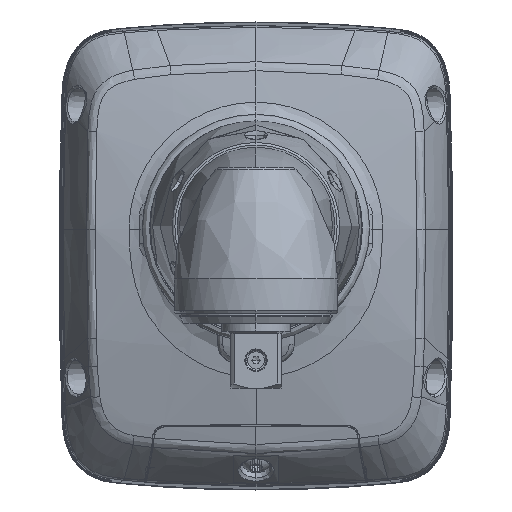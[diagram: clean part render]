
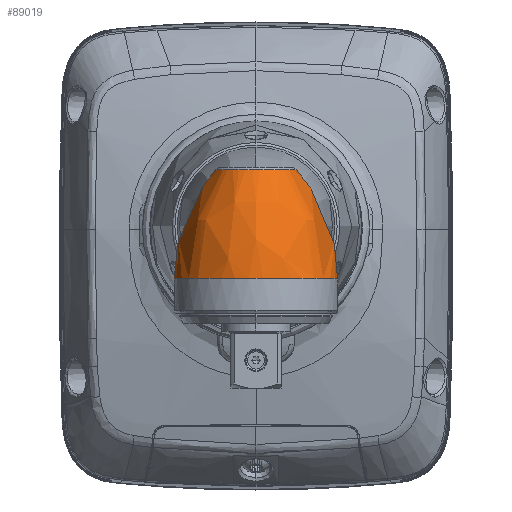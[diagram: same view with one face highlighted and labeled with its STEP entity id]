
A CAD part, top view. The second image highlights one B-rep face of the part: STEP entity #89019.
In plain terms, the highlighted free-form (B-spline) face has degree [3, 3] with [7, 4] control points.
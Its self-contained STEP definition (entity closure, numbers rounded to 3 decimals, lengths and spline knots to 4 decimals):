
#2674=CARTESIAN_POINT('',(0.,-0.3937,9.5669));
#2675=DIRECTION('',(0.,1.,0.));
#2676=DIRECTION('',(-0.424,0.,-0.906));
#2677=AXIS2_PLACEMENT_3D('',#2674,#2675,#2676);
#3560=CARTESIAN_POINT('',(0.2485,0.4135,
9.3975));
#3561=CARTESIAN_POINT('',(0.2619,0.4025,
9.3996));
#3562=CARTESIAN_POINT('',(0.2883,0.3784,
9.4028));
#3563=CARTESIAN_POINT('',(0.3254,0.3369,
9.4021));
#3564=CARTESIAN_POINT('',(0.363,0.2844,
9.3927));
#3565=CARTESIAN_POINT('',(0.3974,0.2222,
9.3726));
#3566=CARTESIAN_POINT('',(0.4266,0.1501,
9.3422));
#3567=CARTESIAN_POINT('',(0.448,0.0674,
9.3021));
#3568=CARTESIAN_POINT('',(0.4542,0.0043,
9.2684));
#3569=CARTESIAN_POINT('',(0.4541,-0.0291,
9.2498));
#3571=CARTESIAN_POINT('',(0.4541,-0.0291,
9.2498));
#3572=CARTESIAN_POINT('',(0.454,-0.0596,
9.2328));
#3573=CARTESIAN_POINT('',(0.448,-0.1192,
9.1976));
#3574=CARTESIAN_POINT('',(0.421,-0.2055,
9.1429));
#3575=CARTESIAN_POINT('',(0.3783,-0.2814,
9.0923));
#3576=CARTESIAN_POINT('',(0.3234,-0.3453,
9.0484));
#3577=CARTESIAN_POINT('',(0.2809,-0.379,
9.0246));
#3578=CARTESIAN_POINT('',(0.2586,-0.3937,
9.0142));
#3580=CARTESIAN_POINT('',(-0.2586,-0.3937,
9.0142));
#3581=CARTESIAN_POINT('',(-0.2809,-0.379,
9.0246));
#3582=CARTESIAN_POINT('',(-0.3234,-0.3453,
9.0484));
#3583=CARTESIAN_POINT('',(-0.3783,-0.2814,
9.0923));
#3584=CARTESIAN_POINT('',(-0.421,-0.2055,
9.1429));
#3585=CARTESIAN_POINT('',(-0.448,-0.1192,
9.1977));
#3586=CARTESIAN_POINT('',(-0.454,-0.0596,
9.2328));
#3587=CARTESIAN_POINT('',(-0.4541,-0.0291,
9.2498));
#3589=CARTESIAN_POINT('',(-0.4541,-0.0291,
9.2498));
#3590=CARTESIAN_POINT('',(-0.4542,0.0042,
9.2683));
#3591=CARTESIAN_POINT('',(-0.448,0.0672,
9.302));
#3592=CARTESIAN_POINT('',(-0.4267,0.1498,
9.3421));
#3593=CARTESIAN_POINT('',(-0.3975,0.222,
9.3725));
#3594=CARTESIAN_POINT('',(-0.3631,0.2842,
9.3926));
#3595=CARTESIAN_POINT('',(-0.3254,0.3369,
9.4021));
#3596=CARTESIAN_POINT('',(-0.2882,0.3786,
9.4028));
#3597=CARTESIAN_POINT('',(-0.2618,0.4026,
9.3996));
#3598=CARTESIAN_POINT('',(-0.2485,0.4135,
9.3975));
#3600=CARTESIAN_POINT('',(0.,0.4135,9.5669));
#3601=DIRECTION('',(0.,-1.,0.));
#3602=DIRECTION('',(0.826,0.,-0.563));
#3603=AXIS2_PLACEMENT_3D('',#3600,#3601,#3602);
#79519=CARTESIAN_POINT('',(0.2485,0.4135,
9.3975));
#79520=CARTESIAN_POINT('',(-0.2485,0.4135,
9.3975));
#79521=VERTEX_POINT('',#79519);
#79522=VERTEX_POINT('',#79520);
#79531=VERTEX_POINT('',#3580);
#79532=VERTEX_POINT('',#3587);
#79535=VERTEX_POINT('',#3571);
#79536=VERTEX_POINT('',#3578);
#88977=CARTESIAN_POINT('',(-0.1973,-0.4114,
8.9896));
#88978=CARTESIAN_POINT('',(-0.1988,-0.0973,
8.9853));
#88979=CARTESIAN_POINT('',(-0.1625,0.196,
9.0917));
#88980=CARTESIAN_POINT('',(-0.0934,0.4266,
9.2936));
#88981=CARTESIAN_POINT('',(-1.0551,-0.4114,
9.2828));
#88982=CARTESIAN_POINT('',(-1.0631,-0.0973,
9.2807));
#88983=CARTESIAN_POINT('',(-0.8686,0.196,
9.333));
#88984=CARTESIAN_POINT('',(-0.4996,0.4266,
9.4324));
#88985=CARTESIAN_POINT('',(-0.9065,-0.4114,
10.177));
#88986=CARTESIAN_POINT('',(-0.9133,-0.0973,
10.1816));
#88987=CARTESIAN_POINT('',(-0.7463,0.196,
10.0692));
#88988=CARTESIAN_POINT('',(-0.4292,0.4266,
9.8558));
#88989=CARTESIAN_POINT('',(0.,-0.4114,
10.177));
#88990=CARTESIAN_POINT('',(0.,-0.0973,
10.1816));
#88991=CARTESIAN_POINT('',(0.,0.196,
10.0692));
#88992=CARTESIAN_POINT('',(0.,0.4266,
9.8558));
#88993=CARTESIAN_POINT('',(0.9065,-0.4114,
10.177));
#88994=CARTESIAN_POINT('',(0.9133,-0.0973,
10.1816));
#88995=CARTESIAN_POINT('',(0.7463,0.196,
10.0692));
#88996=CARTESIAN_POINT('',(0.4292,0.4266,
9.8558));
#88997=CARTESIAN_POINT('',(1.0551,-0.4114,
9.2828));
#88998=CARTESIAN_POINT('',(1.0631,-0.0973,
9.2807));
#88999=CARTESIAN_POINT('',(0.8686,0.196,
9.333));
#89000=CARTESIAN_POINT('',(0.4996,0.4266,
9.4324));
#89001=CARTESIAN_POINT('',(0.1973,-0.4114,
8.9896));
#89002=CARTESIAN_POINT('',(0.1988,-0.0973,
8.9853));
#89003=CARTESIAN_POINT('',(0.1625,0.196,
9.0917));
#89004=CARTESIAN_POINT('',(0.0934,0.4266,
9.2936));
#89005=(BOUNDED_SURFACE()B_SPLINE_SURFACE(3,3,((#88977,#88978,#88979,#88980),(
#88981,#88982,#88983,#88984),(#88985,#88986,#88987,#88988),(#88989,#88990,
#88991,#88992),(#88993,#88994,#88995,#88996),(#88997,#88998,#88999,#89000),(
#89001,#89002,#89003,#89004)),.UNSPECIFIED.,.F.,.F.,.F.)B_SPLINE_SURFACE_WITH_KNOTS((4,3,4),(4,4),(0.,1.,2.),(0.,1.),.UNSPECIFIED.)GEOMETRIC_REPRESENTATION_ITEM()RATIONAL_B_SPLINE_SURFACE(((1.782,1.697,
1.697,1.782),(0.789,0.751,
0.751,0.789),(0.789,0.751,
0.751,0.789),(1.782,1.697,
1.697,1.782),(0.789,0.751,
0.751,0.789),(0.789,0.751,
0.751,0.789),(1.782,1.697,
1.697,1.782)))REPRESENTATION_ITEM('')SURFACE());
#89007=ORIENTED_EDGE('',*,*,#89006,.F.);
#89009=ORIENTED_EDGE('',*,*,#89008,.T.);
#89011=ORIENTED_EDGE('',*,*,#89010,.T.);
#89012=ORIENTED_EDGE('',*,*,#87815,.F.);
#89014=ORIENTED_EDGE('',*,*,#89013,.T.);
#89016=ORIENTED_EDGE('',*,*,#89015,.T.);
#89017=EDGE_LOOP('',(#89007,#89009,#89011,#89012,#89014,#89016));
#89018=FACE_OUTER_BOUND('',#89017,.F.);
#89019=ADVANCED_FACE('',(#89018),#89005,.T.);
#2678=CIRCLE('',#2677,0.6102);
#3570=B_SPLINE_CURVE_WITH_KNOTS('',3,(#3560,#3561,#3562,#3563,#3564,#3565,#3566,
#3567,#3568,#3569),.UNSPECIFIED.,.F.,.F.,(4,1,1,1,1,1,1,4),(0.,
0.1429,0.2857,0.4286,0.5714,
0.7143,0.8571,1.),.UNSPECIFIED.);
#3579=B_SPLINE_CURVE_WITH_KNOTS('',3,(#3571,#3572,#3573,#3574,#3575,#3576,#3577,
#3578),.UNSPECIFIED.,.F.,.F.,(4,1,1,1,1,4),(0.,0.2,0.4,0.6,0.8,1.),
.UNSPECIFIED.);
#3588=B_SPLINE_CURVE_WITH_KNOTS('',3,(#3580,#3581,#3582,#3583,#3584,#3585,#3586,
#3587),.UNSPECIFIED.,.F.,.F.,(4,1,1,1,1,4),(0.,0.2,0.4,0.6,0.8,1.),
.UNSPECIFIED.);
#3599=B_SPLINE_CURVE_WITH_KNOTS('',3,(#3589,#3590,#3591,#3592,#3593,#3594,#3595,
#3596,#3597,#3598),.UNSPECIFIED.,.F.,.F.,(4,1,1,1,1,1,1,4),(0.,
0.1429,0.2857,0.4286,0.5714,
0.7143,0.8571,1.),.UNSPECIFIED.);
#3604=CIRCLE('',#3603,0.3008);
#87815=EDGE_CURVE('',#79531,#79536,#2678,.T.);
#89006=EDGE_CURVE('',#79521,#79522,#3604,.T.);
#89008=EDGE_CURVE('',#79521,#79535,#3570,.T.);
#89010=EDGE_CURVE('',#79535,#79536,#3579,.T.);
#89013=EDGE_CURVE('',#79531,#79532,#3588,.T.);
#89015=EDGE_CURVE('',#79532,#79522,#3599,.T.);
